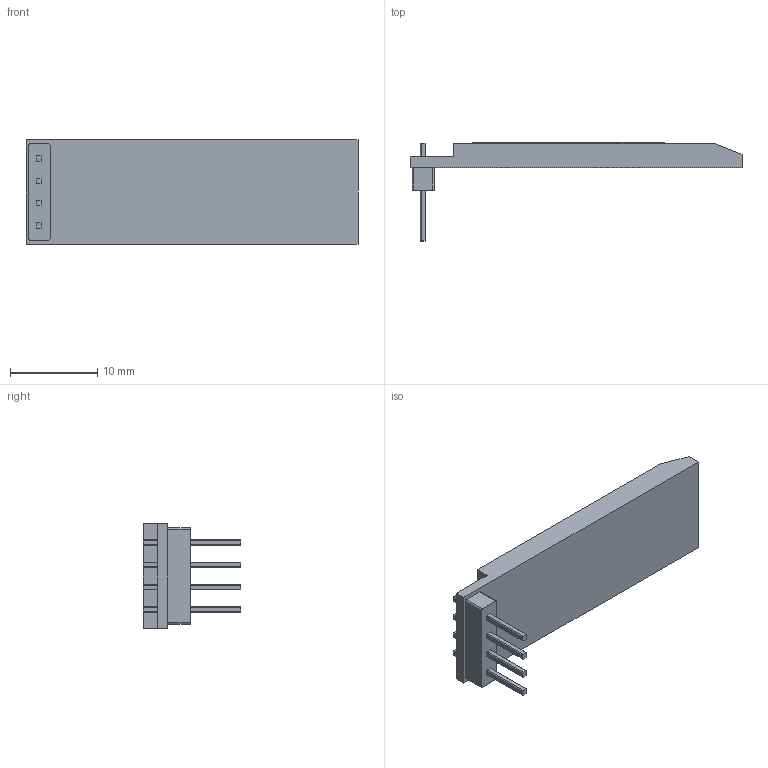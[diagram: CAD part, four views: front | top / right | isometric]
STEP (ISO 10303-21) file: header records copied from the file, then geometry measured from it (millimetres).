
FILE_DESCRIPTION (( 'STEP AP214' ), '1' );
FILE_NAME ('OLED.STEP', '2017-05-10T16:18:51', ( 'no' ), ( ' f' ), 'SwSTEP 2.0', 'SolidWorks 2016', '' );
FILE_SCHEMA (( 'AUTOMOTIVE_DESIGN' ));
Length unit declared in the file: millimetre
Products named in the file (1): OLED
Bounding box: 38 x 11.21 x 12 mm (x, y, z)
Volume: 1240 mm3; surface area: 1374.9 mm2
Topology: 5 solids, 5 shells, 95 faces, 249 edges, 166 vertices
Faces by surface type: plane 59, cylinder 36
Entity records: 3164 total; most frequent: DIRECTION 513, CARTESIAN_POINT 511, ORIENTED_EDGE 498, EDGE_CURVE 249, LINE 177, VECTOR 177, AXIS2_PLACEMENT_3D 168, VERTEX_POINT 166
